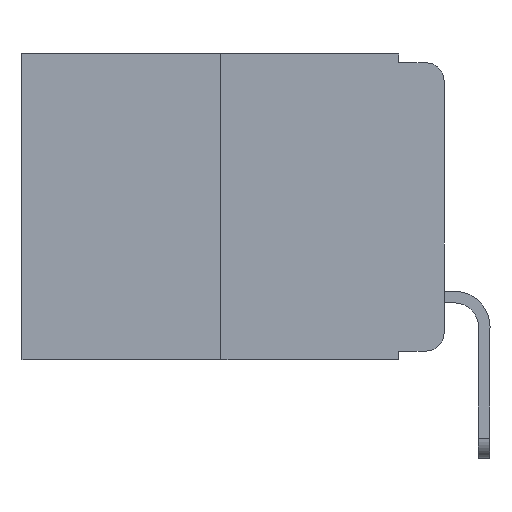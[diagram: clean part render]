
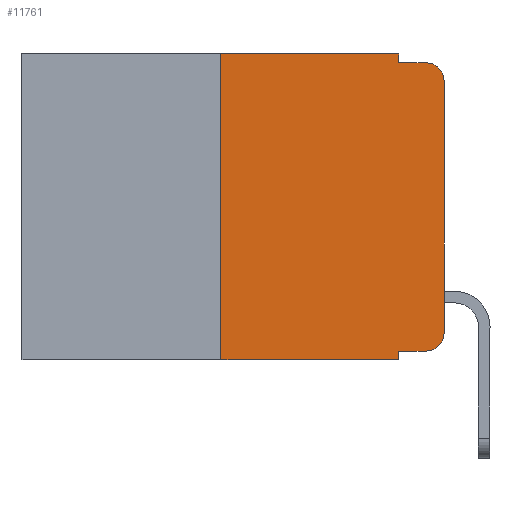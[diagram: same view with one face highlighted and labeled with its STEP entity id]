
A CAD part, left-side view. The second image highlights one B-rep face of the part: STEP entity #11761.
In plain terms, the highlighted planar face has unit normal (-1, 0, 0).
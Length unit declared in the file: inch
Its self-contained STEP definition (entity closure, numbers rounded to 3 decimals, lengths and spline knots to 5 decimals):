
#356 = CARTESIAN_POINT ( 'NONE',  ( 0., 0.25, 0. ) ) ;
#655 = AXIS2_PLACEMENT_3D ( 'NONE', #15404, #6748, #16739 ) ;
#1006 = ORIENTED_EDGE ( 'NONE', *, *, #7721, .F. ) ;
#1545 = ORIENTED_EDGE ( 'NONE', *, *, #7141, .T. ) ;
#1731 = CARTESIAN_POINT ( 'NONE',  ( 0., 0.473, 0. ) ) ;
#1890 = DIRECTION ( 'NONE',  ( 0., -1., 0. ) ) ;
#2031 = VERTEX_POINT ( 'NONE', #6957 ) ;
#2051 = CARTESIAN_POINT ( 'NONE',  ( 0., 0.051, 0. ) ) ;
#2080 = ORIENTED_EDGE ( 'NONE', *, *, #8695, .T. ) ;
#2570 = PLANE ( 'NONE',  #14015 ) ;
#3313 = DIRECTION ( 'NONE',  ( 0., 0., -1. ) ) ;
#3465 = DIRECTION ( 'NONE',  ( 0., 0., -1. ) ) ;
#3734 = VERTEX_POINT ( 'NONE', #2051 ) ;
#3832 = ORIENTED_EDGE ( 'NONE', *, *, #8565, .T. ) ;
#4186 = DIRECTION ( 'NONE',  ( 1., 0., 0. ) ) ;
#5646 = VECTOR ( 'NONE', #10992, 39.37008 ) ;
#5953 = VERTEX_POINT ( 'NONE', #11836 ) ;
#6399 = CARTESIAN_POINT ( 'NONE',  ( 0., 0.02, -0.03 ) ) ;
#6467 = CARTESIAN_POINT ( 'NONE',  ( 0., 0.02, -0.333 ) ) ;
#6595 = VERTEX_POINT ( 'NONE', #17247 ) ;
#6748 = DIRECTION ( 'NONE',  ( -1., 0., 0. ) ) ;
#6856 = ORIENTED_EDGE ( 'NONE', *, *, #8696, .T. ) ;
#6885 = CIRCLE ( 'NONE', #655, 0.02 ) ;
#6957 = CARTESIAN_POINT ( 'NONE',  ( 0., 0.02, -0.01 ) ) ;
#7117 = FACE_OUTER_BOUND ( 'NONE', #7935, .T. ) ;
#7141 = EDGE_CURVE ( 'NONE', #12961, #5953, #18064, .T. ) ;
#7308 = CARTESIAN_POINT ( 'NONE',  ( 0., 0.473, 0. ) ) ;
#7721 = EDGE_CURVE ( 'NONE', #14446, #3734, #16550, .T. ) ;
#7935 = EDGE_LOOP ( 'NONE', ( #3832, #12482, #16045, #16469, #1006, #16893, #1545, #13789, #2080, #6856 ) ) ;
#7969 = DIRECTION ( 'NONE',  ( 0., 0., -1. ) ) ;
#8058 = CARTESIAN_POINT ( 'NONE',  ( 0., 0.25, -0.343 ) ) ;
#8341 = LINE ( 'NONE', #15127, #8816 ) ;
#8565 = EDGE_CURVE ( 'NONE', #14127, #11758, #17151, .T. ) ;
#8568 = EDGE_CURVE ( 'NONE', #11758, #2031, #16714, .T. ) ;
#8605 = EDGE_CURVE ( 'NONE', #14185, #2031, #10736, .T. ) ;
#8637 = EDGE_CURVE ( 'NONE', #3734, #14185, #8341, .T. ) ;
#8666 = EDGE_CURVE ( 'NONE', #12961, #14446, #15052, .T. ) ;
#8692 = EDGE_CURVE ( 'NONE', #6595, #5953, #18180, .T. ) ;
#8695 = EDGE_CURVE ( 'NONE', #6595, #14041, #18577, .T. ) ;
#8696 = EDGE_CURVE ( 'NONE', #14041, #14127, #6885, .T. ) ;
#8816 = VECTOR ( 'NONE', #3313, 39.37008 ) ;
#8955 = CARTESIAN_POINT ( 'NONE',  ( 0., 0.473, -0.343 ) ) ;
#9427 = CARTESIAN_POINT ( 'NONE',  ( 0., 0., 0. ) ) ;
#9492 = CARTESIAN_POINT ( 'NONE',  ( 0., 0.051, -0.01 ) ) ;
#9677 = CARTESIAN_POINT ( 'NONE',  ( 0., 0.051, -0.01 ) ) ;
#9757 = CARTESIAN_POINT ( 'NONE',  ( 0., 0.051, -0.333 ) ) ;
#10473 = DIRECTION ( 'NONE',  ( 0., -1., 0. ) ) ;
#10736 = LINE ( 'NONE', #9492, #12737 ) ;
#10976 = VECTOR ( 'NONE', #3465, 39.37008 ) ;
#10992 = DIRECTION ( 'NONE',  ( 0., 0., 1. ) ) ;
#11061 = DIRECTION ( 'NONE',  ( 0., -1., 0. ) ) ;
#11408 = VECTOR ( 'NONE', #13959, 39.37008 ) ;
#11758 = VERTEX_POINT ( 'NONE', #11863 ) ;
#11761 = ADVANCED_FACE ( 'NONE', ( #7117 ), #2570, .F. ) ;
#11836 = CARTESIAN_POINT ( 'NONE',  ( 0., 0.051, -0.343 ) ) ;
#11863 = CARTESIAN_POINT ( 'NONE',  ( 0., 0., -0.03 ) ) ;
#12482 = ORIENTED_EDGE ( 'NONE', *, *, #8568, .T. ) ;
#12737 = VECTOR ( 'NONE', #11061, 39.37008 ) ;
#12961 = VERTEX_POINT ( 'NONE', #8058 ) ;
#13789 = ORIENTED_EDGE ( 'NONE', *, *, #8692, .F. ) ;
#13959 = DIRECTION ( 'NONE',  ( 0., 0., 1. ) ) ;
#14015 = AXIS2_PLACEMENT_3D ( 'NONE', #7308, #4186, #14627 ) ;
#14041 = VERTEX_POINT ( 'NONE', #6467 ) ;
#14127 = VERTEX_POINT ( 'NONE', #19251 ) ;
#14185 = VERTEX_POINT ( 'NONE', #9677 ) ;
#14446 = VERTEX_POINT ( 'NONE', #356 ) ;
#14627 = DIRECTION ( 'NONE',  ( 0., 0., -1. ) ) ;
#15052 = LINE ( 'NONE', #15227, #11408 ) ;
#15127 = CARTESIAN_POINT ( 'NONE',  ( 0., 0.051, 0. ) ) ;
#15227 = CARTESIAN_POINT ( 'NONE',  ( 0., 0.25, 0. ) ) ;
#15349 = CARTESIAN_POINT ( 'NONE',  ( 0., 0.051, 0. ) ) ;
#15404 = CARTESIAN_POINT ( 'NONE',  ( 0., 0.02, -0.313 ) ) ;
#16045 = ORIENTED_EDGE ( 'NONE', *, *, #8605, .F. ) ;
#16135 = VECTOR ( 'NONE', #19241, 39.37008 ) ;
#16191 = AXIS2_PLACEMENT_3D ( 'NONE', #6399, #16443, #7969 ) ;
#16443 = DIRECTION ( 'NONE',  ( -1., 0., 0. ) ) ;
#16469 = ORIENTED_EDGE ( 'NONE', *, *, #8637, .F. ) ;
#16550 = LINE ( 'NONE', #1731, #16135 ) ;
#16714 = CIRCLE ( 'NONE', #16191, 0.02 ) ;
#16739 = DIRECTION ( 'NONE',  ( 0., 0., -1. ) ) ;
#16893 = ORIENTED_EDGE ( 'NONE', *, *, #8666, .F. ) ;
#17151 = LINE ( 'NONE', #9427, #5646 ) ;
#17247 = CARTESIAN_POINT ( 'NONE',  ( 0., 0.051, -0.333 ) ) ;
#17654 = VECTOR ( 'NONE', #10473, 39.37008 ) ;
#17780 = VECTOR ( 'NONE', #1890, 39.37008 ) ;
#18064 = LINE ( 'NONE', #8955, #17654 ) ;
#18180 = LINE ( 'NONE', #15349, #10976 ) ;
#18577 = LINE ( 'NONE', #9757, #17780 ) ;
#19241 = DIRECTION ( 'NONE',  ( 0., -1., 0. ) ) ;
#19251 = CARTESIAN_POINT ( 'NONE',  ( 0., 0., -0.313 ) ) ;
